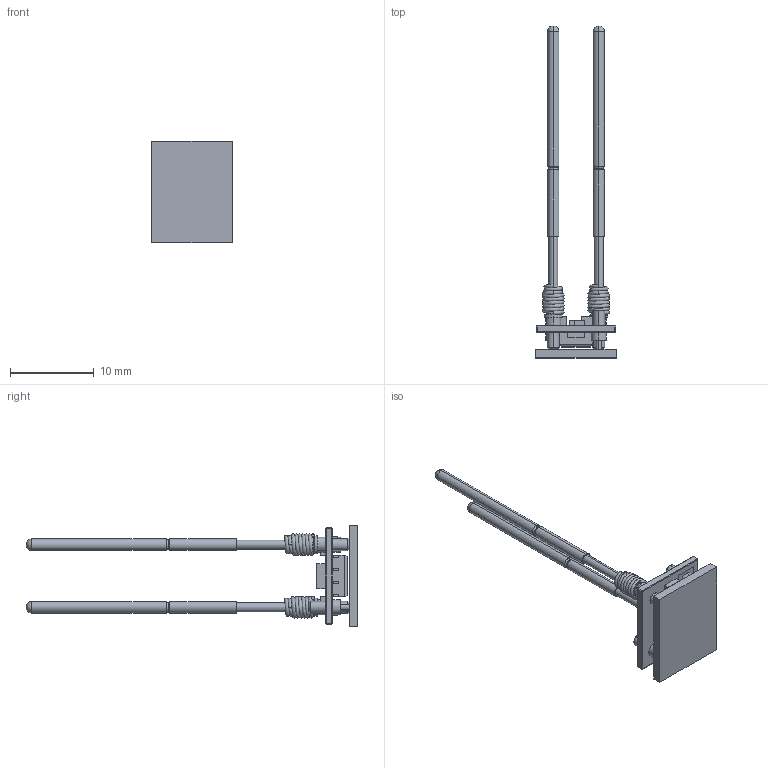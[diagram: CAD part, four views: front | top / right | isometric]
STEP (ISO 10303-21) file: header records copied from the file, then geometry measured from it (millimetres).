
FILE_DESCRIPTION (( 'STEP AP214' ), '1' );
FILE_NAME ('INGUN_54777.STEP', '2021-05-12T12:52:40', ( '' ), ( '' ), 'SwSTEP 2.0', 'SolidWorks 2018', '' );
FILE_SCHEMA (( 'AUTOMOTIVE_DESIGN' ));
Length unit declared in the file: millimetre
Products named in the file (1): INGUN_54777
Bounding box: 9.6 x 39.58 x 12.1 mm (x, y, z)
Volume: 395.3 mm3; surface area: 1056.1 mm2
Topology: 1 solids, 1 shells, 475 faces, 1215 edges, 778 vertices
Faces by surface type: plane 231, bspline 150, cylinder 70, torus 12, cone 12
Entity records: 30026 total; most frequent: CARTESIAN_POINT 16138, ORIENTED_EDGE 2422, DIRECTION 1657, EDGE_CURVE 1211, VERTEX_POINT 778, LINE 697, VECTOR 697, EDGE_LOOP 545
